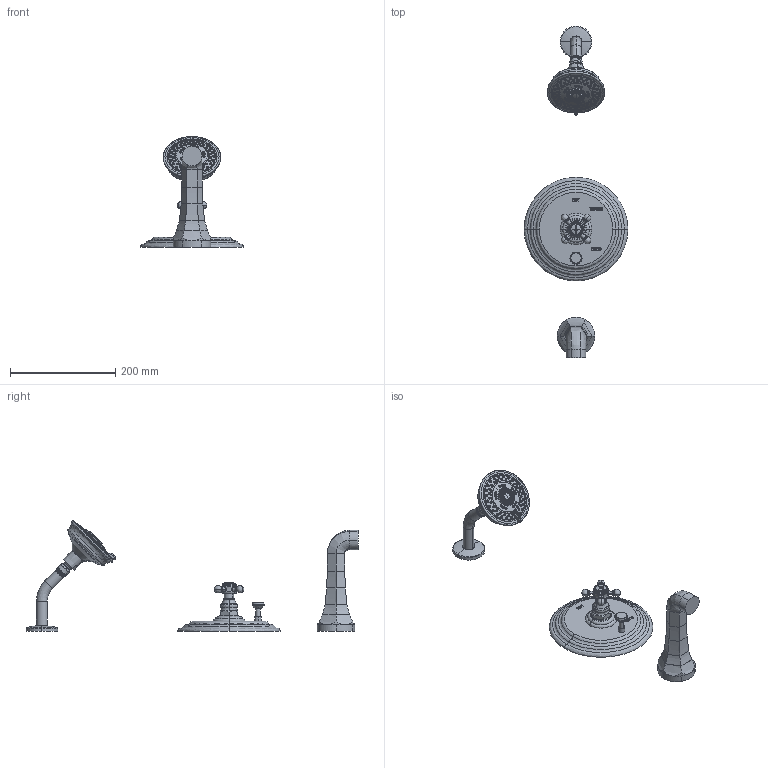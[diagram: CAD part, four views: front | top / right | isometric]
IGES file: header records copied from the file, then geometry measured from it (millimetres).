
Start section:  PTC IGES file: 3-922bp.igs
Global section: file name: 3-922bp.igs; native system: Creo Parametric by PTC Inc.; preprocessor: 2018400; author: jinson.thomas; organization: Unknown; date: 20210525.170944; units: inch
Bounding box: 196.85 x 630.81 x 210.63 mm (x, y, z)
Volume: 1154645.8 mm3; surface area: 160479.3 mm2
Topology: 3 solids, 3 shells, 1472 faces, 3244 edges, 1948 vertices
Faces by surface type: revolution 1044, bspline 364, extrusion 64
